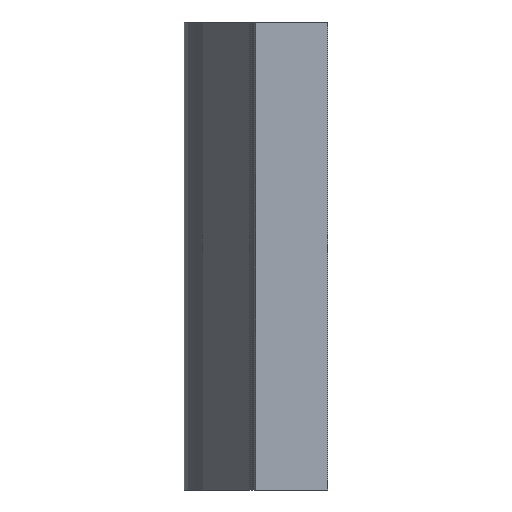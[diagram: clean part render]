
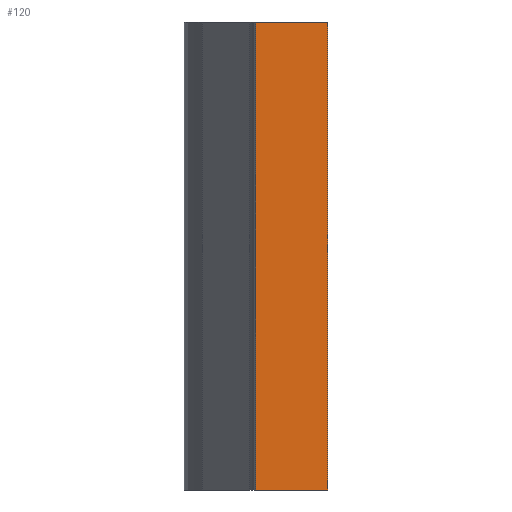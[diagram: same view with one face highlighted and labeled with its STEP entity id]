
A CAD part, left-side view. The second image highlights one B-rep face of the part: STEP entity #120.
In plain terms, the highlighted planar face has unit normal (-1, 0, 0).
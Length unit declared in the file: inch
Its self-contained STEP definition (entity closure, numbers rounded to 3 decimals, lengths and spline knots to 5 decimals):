
#120=ADVANCED_FACE('',(#241),#242,.T.);
#241=FACE_OUTER_BOUND('',#621,.T.);
#242=PLANE('',#622);
#621=EDGE_LOOP('',(#909,#910,#911,#912));
#622=AXIS2_PLACEMENT_3D('',#913,#914,#915);
#909=ORIENTED_EDGE('',*,*,#972,.T.);
#910=ORIENTED_EDGE('',*,*,#993,.F.);
#911=ORIENTED_EDGE('',*,*,#1033,.F.);
#912=ORIENTED_EDGE('',*,*,#1083,.T.);
#913=CARTESIAN_POINT('',(0.0,0.0625,0.0));
#914=DIRECTION('',(-1.0,-0.0,0.0));
#915=DIRECTION('',(0.0,-1.0,-0.0));
#972=EDGE_CURVE('',#1124,#1122,#1125,.T.);
#993=EDGE_CURVE('',#1159,#1122,#1161,.T.);
#1033=EDGE_CURVE('',#1220,#1159,#1222,.T.);
#1083=EDGE_CURVE('',#1220,#1124,#1284,.T.);
#1122=VERTEX_POINT('',#1331);
#1124=VERTEX_POINT('',#1334);
#1125=LINE('',#1335,#1336);
#1159=VERTEX_POINT('',#1396);
#1161=LINE('',#1399,#1400);
#1220=VERTEX_POINT('',#1504);
#1222=LINE('',#1507,#1508);
#1284=LINE('',#1610,#1611);
#1331=CARTESIAN_POINT('',(0.0,0.125,0.8125));
#1334=CARTESIAN_POINT('',(0.0,0.0,0.8125));
#1335=CARTESIAN_POINT('',(0.0,0.0,0.8125));
#1336=VECTOR('',#1651,1.0);
#1396=CARTESIAN_POINT('',(0.0,0.125,0.0));
#1399=CARTESIAN_POINT('',(0.0,0.125,0.0));
#1400=VECTOR('',#1667,1.0);
#1504=CARTESIAN_POINT('',(0.0,0.0,0.0));
#1507=CARTESIAN_POINT('',(0.0,0.0,0.0));
#1508=VECTOR('',#1696,1.0);
#1610=CARTESIAN_POINT('',(0.0,0.0,0.0));
#1611=VECTOR('',#1731,1.0);
#1651=DIRECTION('',(0.0,1.0,0.0));
#1667=DIRECTION('',(0.0,0.0,1.0));
#1696=DIRECTION('',(0.0,1.0,0.0));
#1731=DIRECTION('',(0.0,0.0,1.0));
